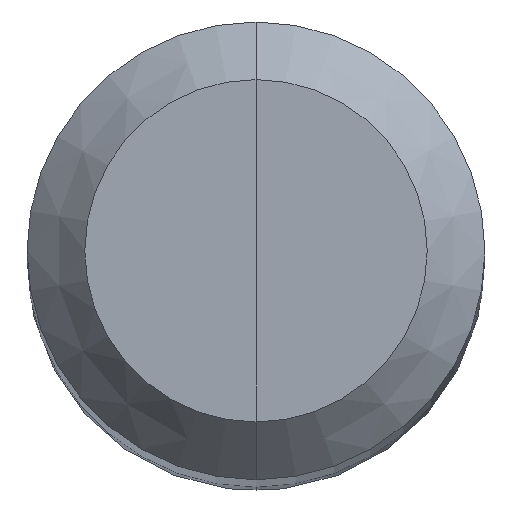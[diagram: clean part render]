
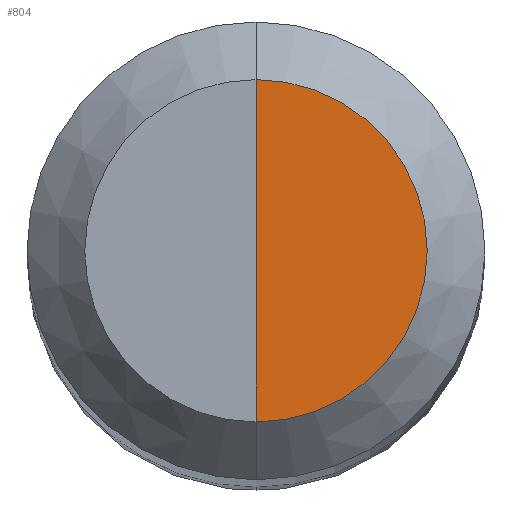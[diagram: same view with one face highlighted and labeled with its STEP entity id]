
A CAD part, top view. The second image highlights one B-rep face of the part: STEP entity #804.
In plain terms, the highlighted planar face has unit normal (0, 0, 1).
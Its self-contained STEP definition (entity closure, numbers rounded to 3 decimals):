
#690 = CONICAL_SURFACE('',#691,3.175,0.785);
#691 = AXIS2_PLACEMENT_3D('',#692,#693,#694);
#692 = CARTESIAN_POINT('',(0.,0.,-0.8));
#693 = DIRECTION('',(-0.,-0.,-1.));
#694 = DIRECTION('',(0.,-1.,0.));
#728 = VERTEX_POINT('',#729);
#729 = CARTESIAN_POINT('',(0.,2.375,0.));
#755 = EDGE_CURVE('',#756,#728,#758,.T.);
#756 = VERTEX_POINT('',#757);
#757 = CARTESIAN_POINT('',(0.,-2.375,0.));
#758 = SURFACE_CURVE('',#759,(#764,#771),.PCURVE_S1.);
#759 = CIRCLE('',#760,2.375);
#760 = AXIS2_PLACEMENT_3D('',#761,#762,#763);
#761 = CARTESIAN_POINT('',(0.,0.,0.));
#762 = DIRECTION('',(0.,0.,1.));
#763 = DIRECTION('',(0.,-1.,0.));
#764 = PCURVE('',#690,#765);
#765 = DEFINITIONAL_REPRESENTATION('',(#766),#770);
#766 = LINE('',#767,#768);
#767 = CARTESIAN_POINT('',(-0.,-0.8));
#768 = VECTOR('',#769,1.);
#769 = DIRECTION('',(-1.,-0.));
#770 = ( GEOMETRIC_REPRESENTATION_CONTEXT(2) 
PARAMETRIC_REPRESENTATION_CONTEXT() REPRESENTATION_CONTEXT('2D SPACE',''
  ) );
#771 = PCURVE('',#772,#777);
#772 = PLANE('',#773);
#773 = AXIS2_PLACEMENT_3D('',#774,#775,#776);
#774 = CARTESIAN_POINT('',(0.,0.,0.));
#775 = DIRECTION('',(0.,0.,1.));
#776 = DIRECTION('',(0.,-1.,0.));
#777 = DEFINITIONAL_REPRESENTATION('',(#778),#782);
#778 = CIRCLE('',#779,2.375);
#779 = AXIS2_PLACEMENT_2D('',#780,#781);
#780 = CARTESIAN_POINT('',(0.,0.));
#781 = DIRECTION('',(1.,0.));
#782 = ( GEOMETRIC_REPRESENTATION_CONTEXT(2) 
PARAMETRIC_REPRESENTATION_CONTEXT() REPRESENTATION_CONTEXT('2D SPACE',''
  ) );
#804 = ADVANCED_FACE('',(#805),#772,.T.);
#805 = FACE_BOUND('',#806,.T.);
#806 = EDGE_LOOP('',(#807,#808,#836));
#807 = ORIENTED_EDGE('',*,*,#755,.T.);
#808 = ORIENTED_EDGE('',*,*,#809,.T.);
#809 = EDGE_CURVE('',#728,#810,#812,.T.);
#810 = VERTEX_POINT('',#811);
#811 = CARTESIAN_POINT('',(0.,0.,0.));
#812 = SURFACE_CURVE('',#813,(#817,#824),.PCURVE_S1.);
#813 = LINE('',#814,#815);
#814 = CARTESIAN_POINT('',(0.,2.375,0.));
#815 = VECTOR('',#816,1.);
#816 = DIRECTION('',(0.,-1.,0.));
#817 = PCURVE('',#772,#818);
#818 = DEFINITIONAL_REPRESENTATION('',(#819),#823);
#819 = LINE('',#820,#821);
#820 = CARTESIAN_POINT('',(-2.375,0.));
#821 = VECTOR('',#822,1.);
#822 = DIRECTION('',(1.,0.));
#823 = ( GEOMETRIC_REPRESENTATION_CONTEXT(2) 
PARAMETRIC_REPRESENTATION_CONTEXT() REPRESENTATION_CONTEXT('2D SPACE',''
  ) );
#824 = PCURVE('',#825,#830);
#825 = PLANE('',#826);
#826 = AXIS2_PLACEMENT_3D('',#827,#828,#829);
#827 = CARTESIAN_POINT('',(0.,0.,0.));
#828 = DIRECTION('',(-0.,-0.,-1.));
#829 = DIRECTION('',(0.,-1.,0.));
#830 = DEFINITIONAL_REPRESENTATION('',(#831),#835);
#831 = LINE('',#832,#833);
#832 = CARTESIAN_POINT('',(-2.375,0.));
#833 = VECTOR('',#834,1.);
#834 = DIRECTION('',(1.,0.));
#835 = ( GEOMETRIC_REPRESENTATION_CONTEXT(2) 
PARAMETRIC_REPRESENTATION_CONTEXT() REPRESENTATION_CONTEXT('2D SPACE',''
  ) );
#836 = ORIENTED_EDGE('',*,*,#837,.F.);
#837 = EDGE_CURVE('',#756,#810,#838,.T.);
#838 = SURFACE_CURVE('',#839,(#843,#850),.PCURVE_S1.);
#839 = LINE('',#840,#841);
#840 = CARTESIAN_POINT('',(0.,-2.375,0.));
#841 = VECTOR('',#842,1.);
#842 = DIRECTION('',(0.,1.,0.));
#843 = PCURVE('',#772,#844);
#844 = DEFINITIONAL_REPRESENTATION('',(#845),#849);
#845 = LINE('',#846,#847);
#846 = CARTESIAN_POINT('',(2.375,0.));
#847 = VECTOR('',#848,1.);
#848 = DIRECTION('',(-1.,0.));
#849 = ( GEOMETRIC_REPRESENTATION_CONTEXT(2) 
PARAMETRIC_REPRESENTATION_CONTEXT() REPRESENTATION_CONTEXT('2D SPACE',''
  ) );
#850 = PCURVE('',#825,#851);
#851 = DEFINITIONAL_REPRESENTATION('',(#852),#856);
#852 = LINE('',#853,#854);
#853 = CARTESIAN_POINT('',(2.375,0.));
#854 = VECTOR('',#855,1.);
#855 = DIRECTION('',(-1.,0.));
#856 = ( GEOMETRIC_REPRESENTATION_CONTEXT(2) 
PARAMETRIC_REPRESENTATION_CONTEXT() REPRESENTATION_CONTEXT('2D SPACE',''
  ) );
